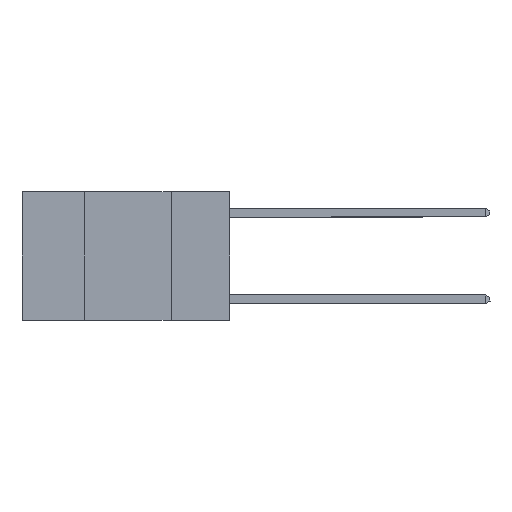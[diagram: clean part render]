
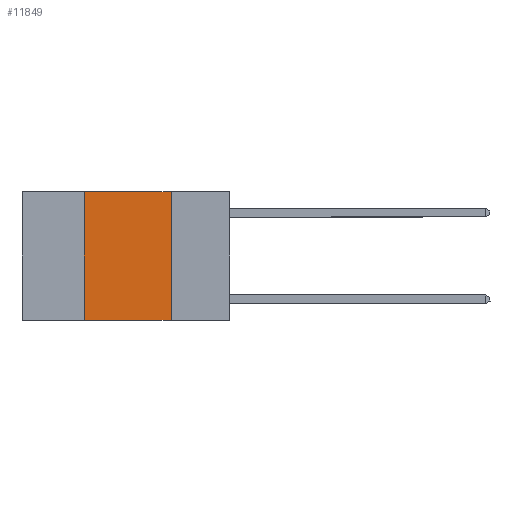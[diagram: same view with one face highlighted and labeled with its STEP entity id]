
A CAD part, left-side view. The second image highlights one B-rep face of the part: STEP entity #11849.
In plain terms, the highlighted planar face has unit normal (-1, 0, 0).
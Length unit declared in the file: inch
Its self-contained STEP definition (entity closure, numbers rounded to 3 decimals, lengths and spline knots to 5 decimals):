
#651 = DIRECTION ( 'NONE',  ( 0., -1., 0. ) ) ;
#836 = VECTOR ( 'NONE', #1103, 39.37008 ) ;
#1103 = DIRECTION ( 'NONE',  ( 0., -1., 0. ) ) ;
#1196 = CARTESIAN_POINT ( 'NONE',  ( 0., 0.17, 0. ) ) ;
#1822 = ORIENTED_EDGE ( 'NONE', *, *, #4897, .F. ) ;
#1928 = AXIS2_PLACEMENT_3D ( 'NONE', #2687, #9332, #3689 ) ;
#2687 = CARTESIAN_POINT ( 'NONE',  ( 0., 0.6, 0. ) ) ;
#2752 = LINE ( 'NONE', #10210, #10007 ) ;
#2814 = CARTESIAN_POINT ( 'NONE',  ( 0., 0.17, -0.37 ) ) ;
#3689 = DIRECTION ( 'NONE',  ( 0., 0., -1. ) ) ;
#3776 = EDGE_LOOP ( 'NONE', ( #7883, #9894, #1822, #7128 ) ) ;
#4041 = VERTEX_POINT ( 'NONE', #1196 ) ;
#4560 = EDGE_CURVE ( 'NONE', #7579, #8425, #10469, .T. ) ;
#4897 = EDGE_CURVE ( 'NONE', #7579, #12292, #2752, .T. ) ;
#5329 = CARTESIAN_POINT ( 'NONE',  ( 0., 0.42, -0.37 ) ) ;
#6426 = EDGE_CURVE ( 'NONE', #12292, #4041, #7658, .T. ) ;
#6531 = CARTESIAN_POINT ( 'NONE',  ( 0., 0.6, 0. ) ) ;
#6725 = LINE ( 'NONE', #8951, #11380 ) ;
#7128 = ORIENTED_EDGE ( 'NONE', *, *, #4560, .T. ) ;
#7567 = FACE_OUTER_BOUND ( 'NONE', #3776, .T. ) ;
#7579 = VERTEX_POINT ( 'NONE', #5329 ) ;
#7658 = LINE ( 'NONE', #6531, #12295 ) ;
#7883 = ORIENTED_EDGE ( 'NONE', *, *, #10058, .F. ) ;
#7984 = CARTESIAN_POINT ( 'NONE',  ( 0., 0.42, 0. ) ) ;
#8381 = PLANE ( 'NONE',  #1928 ) ;
#8425 = VERTEX_POINT ( 'NONE', #2814 ) ;
#8951 = CARTESIAN_POINT ( 'NONE',  ( 0., 0.17, 0. ) ) ;
#9332 = DIRECTION ( 'NONE',  ( 1., 0., 0. ) ) ;
#9764 = CARTESIAN_POINT ( 'NONE',  ( 0., 0.6, -0.37 ) ) ;
#9894 = ORIENTED_EDGE ( 'NONE', *, *, #6426, .F. ) ;
#9897 = DIRECTION ( 'NONE',  ( 0., 0., -1. ) ) ;
#10007 = VECTOR ( 'NONE', #11131, 39.37008 ) ;
#10058 = EDGE_CURVE ( 'NONE', #4041, #8425, #6725, .T. ) ;
#10210 = CARTESIAN_POINT ( 'NONE',  ( 0., 0.42, 0. ) ) ;
#10469 = LINE ( 'NONE', #9764, #836 ) ;
#11131 = DIRECTION ( 'NONE',  ( 0., 0., 1. ) ) ;
#11380 = VECTOR ( 'NONE', #9897, 39.37008 ) ;
#11849 = ADVANCED_FACE ( 'NONE', ( #7567 ), #8381, .F. ) ;
#12292 = VERTEX_POINT ( 'NONE', #7984 ) ;
#12295 = VECTOR ( 'NONE', #651, 39.37008 ) ;
